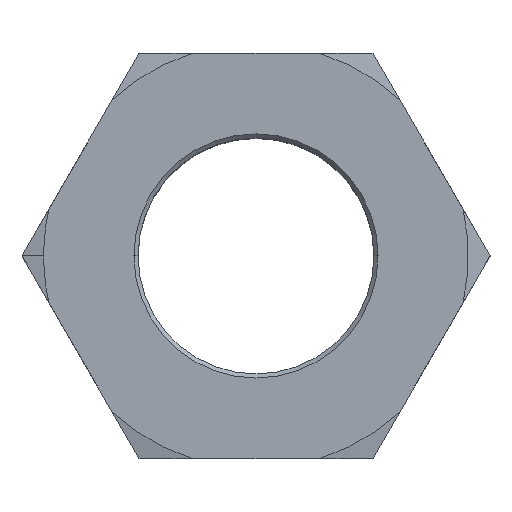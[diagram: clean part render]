
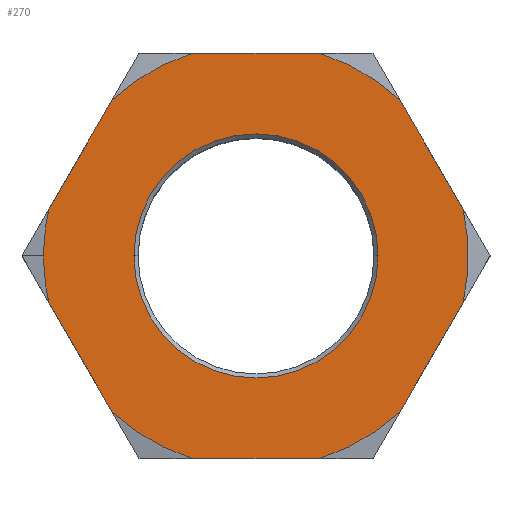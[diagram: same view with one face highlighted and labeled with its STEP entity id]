
A CAD part, top view. The second image highlights one B-rep face of the part: STEP entity #270.
In plain terms, the highlighted planar face has unit normal (0, 0, 1).
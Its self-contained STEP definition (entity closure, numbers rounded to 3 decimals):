
#23 = EDGE_CURVE ( 'NONE', #28, #25, #451, .T. ) ;
#25 = VERTEX_POINT ( 'NONE', #453 ) ;
#28 = VERTEX_POINT ( 'NONE', #468 ) ;
#87 = EDGE_CURVE ( 'NONE', #102, #103, #618, .T. ) ;
#102 = VERTEX_POINT ( 'NONE', #569 ) ;
#103 = VERTEX_POINT ( 'NONE', #568 ) ;
#134 = VERTEX_POINT ( 'NONE', #639 ) ;
#135 = ORIENTED_EDGE ( 'NONE', *, *, #136, .T. ) ;
#136 = EDGE_CURVE ( 'NONE', #134, #201, #643, .T. ) ;
#141 = VERTEX_POINT ( 'NONE', #561 ) ;
#142 = ORIENTED_EDGE ( 'NONE', *, *, #143, .T. ) ;
#143 = EDGE_CURVE ( 'NONE', #141, #134, #544, .T. ) ;
#144 = EDGE_CURVE ( 'NONE', #259, #102, #549, .T. ) ;
#145 = ORIENTED_EDGE ( 'NONE', *, *, #87, .T. ) ;
#146 = ORIENTED_EDGE ( 'NONE', *, *, #147, .T. ) ;
#147 = EDGE_CURVE ( 'NONE', #103, #141, #550, .T. ) ;
#155 = ORIENTED_EDGE ( 'NONE', *, *, #144, .T. ) ;
#176 = ORIENTED_EDGE ( 'NONE', *, *, #177, .F. ) ;
#177 = EDGE_CURVE ( 'NONE', #25, #28, #555, .T. ) ;
#178 = ORIENTED_EDGE ( 'NONE', *, *, #23, .F. ) ;
#179 = ORIENTED_EDGE ( 'NONE', *, *, #180, .T. ) ;
#180 = EDGE_CURVE ( 'NONE', #286, #262, #993, .T. ) ;
#181 = EDGE_LOOP ( 'NONE', ( #176, #178 ) ) ;
#201 = VERTEX_POINT ( 'NONE', #1017 ) ;
#202 = ORIENTED_EDGE ( 'NONE', *, *, #203, .T. ) ;
#203 = EDGE_CURVE ( 'NONE', #201, #204, #1011, .T. ) ;
#204 = VERTEX_POINT ( 'NONE', #1012 ) ;
#258 = EDGE_CURVE ( 'NONE', #263, #259, #822, .T. ) ;
#259 = VERTEX_POINT ( 'NONE', #818 ) ;
#261 = EDGE_CURVE ( 'NONE', #262, #263, #812, .T. ) ;
#262 = VERTEX_POINT ( 'NONE', #807 ) ;
#263 = VERTEX_POINT ( 'NONE', #806 ) ;
#264 = ORIENTED_EDGE ( 'NONE', *, *, #258, .T. ) ;
#270 = ADVANCED_FACE ( 'NONE', ( #801, #800 ), #799, .F. ) ;
#271 = EDGE_LOOP ( 'NONE', ( #272, #264, #155, #145, #146, #142, #135, #202, #338, #309, #312, #284, #179 ) ) ;
#272 = ORIENTED_EDGE ( 'NONE', *, *, #261, .T. ) ;
#283 = VERTEX_POINT ( 'NONE', #762 ) ;
#284 = ORIENTED_EDGE ( 'NONE', *, *, #285, .T. ) ;
#285 = EDGE_CURVE ( 'NONE', #283, #286, #787, .T. ) ;
#286 = VERTEX_POINT ( 'NONE', #782 ) ;
#309 = ORIENTED_EDGE ( 'NONE', *, *, #310, .T. ) ;
#310 = EDGE_CURVE ( 'NONE', #340, #311, #760, .T. ) ;
#311 = VERTEX_POINT ( 'NONE', #755 ) ;
#312 = ORIENTED_EDGE ( 'NONE', *, *, #313, .T. ) ;
#313 = EDGE_CURVE ( 'NONE', #311, #283, #754, .T. ) ;
#338 = ORIENTED_EDGE ( 'NONE', *, *, #339, .T. ) ;
#339 = EDGE_CURVE ( 'NONE', #204, #340, #846, .T. ) ;
#340 = VERTEX_POINT ( 'NONE', #842 ) ;
#431 = DIRECTION ( 'NONE',  ( 0., 0., 1. ) ) ;
#450 = CARTESIAN_POINT ( 'NONE',  ( 0., 0., 13.5 ) ) ;
#451 = CIRCLE ( 'NONE', #455, 10.843 ) ;
#453 = CARTESIAN_POINT ( 'NONE',  ( 10.843, 0., 13.5 ) ) ;
#454 = DIRECTION ( 'NONE',  ( 1., 0., 0. ) ) ;
#455 = AXIS2_PLACEMENT_3D ( 'NONE', #450, #431, #454 ) ;
#468 = CARTESIAN_POINT ( 'NONE',  ( -10.843, 0., 13.5 ) ) ;
#542 = CARTESIAN_POINT ( 'NONE',  ( 0., 0., 13.5 ) ) ;
#543 = AXIS2_PLACEMENT_3D ( 'NONE', #542, #546, #545 ) ;
#544 = CIRCLE ( 'NONE', #543, 18.862 ) ;
#545 = DIRECTION ( 'NONE',  ( 1., 0., 0. ) ) ;
#546 = DIRECTION ( 'NONE',  ( 0., 0., 1. ) ) ;
#547 = CARTESIAN_POINT ( 'NONE',  ( 0., 0., 13.5 ) ) ;
#548 = AXIS2_PLACEMENT_3D ( 'NONE', #547, #589, #588 ) ;
#549 = CIRCLE ( 'NONE', #548, 18.862 ) ;
#550 = LINE ( 'NONE', #592, #591 ) ;
#551 = DIRECTION ( 'NONE',  ( 1., 0., 0. ) ) ;
#552 = DIRECTION ( 'NONE',  ( 0., 0., 1. ) ) ;
#553 = CARTESIAN_POINT ( 'NONE',  ( 0., 0., 13.5 ) ) ;
#554 = AXIS2_PLACEMENT_3D ( 'NONE', #553, #552, #551 ) ;
#555 = CIRCLE ( 'NONE', #554, 10.843 ) ;
#561 = CARTESIAN_POINT ( 'NONE',  ( -12.77, -13.882, 13.5 ) ) ;
#568 = CARTESIAN_POINT ( 'NONE',  ( -18.407, -4.118, 13.5 ) ) ;
#569 = CARTESIAN_POINT ( 'NONE',  ( -18.862, 0., 13.5 ) ) ;
#588 = DIRECTION ( 'NONE',  ( 1., 0., 0. ) ) ;
#589 = DIRECTION ( 'NONE',  ( 0., 0., 1. ) ) ;
#590 = DIRECTION ( 'NONE',  ( 0.5, -0.866, 0. ) ) ;
#591 = VECTOR ( 'NONE', #590, 1000. ) ;
#592 = CARTESIAN_POINT ( 'NONE',  ( -20.785, 0., 13.5 ) ) ;
#614 = DIRECTION ( 'NONE',  ( 1., 0., 0. ) ) ;
#615 = DIRECTION ( 'NONE',  ( 0., 0., 1. ) ) ;
#616 = CARTESIAN_POINT ( 'NONE',  ( 0., 0., 13.5 ) ) ;
#617 = AXIS2_PLACEMENT_3D ( 'NONE', #616, #615, #614 ) ;
#618 = CIRCLE ( 'NONE', #617, 18.862 ) ;
#639 = CARTESIAN_POINT ( 'NONE',  ( -5.637, -18., 13.5 ) ) ;
#640 = DIRECTION ( 'NONE',  ( 1., 0., 0. ) ) ;
#641 = VECTOR ( 'NONE', #640, 1000. ) ;
#642 = CARTESIAN_POINT ( 'NONE',  ( -10.392, -18., 13.5 ) ) ;
#643 = LINE ( 'NONE', #642, #641 ) ;
#724 = DIRECTION ( 'NONE',  ( -1., 0., 0. ) ) ;
#725 = DIRECTION ( 'NONE',  ( 0., 0., -1. ) ) ;
#726 = AXIS2_PLACEMENT_3D ( 'NONE', #798, #725, #724 ) ;
#751 = DIRECTION ( 'NONE',  ( -0.5, 0.866, 0. ) ) ;
#752 = VECTOR ( 'NONE', #751, 1000. ) ;
#753 = CARTESIAN_POINT ( 'NONE',  ( 20.785, 0., 13.5 ) ) ;
#754 = LINE ( 'NONE', #753, #752 ) ;
#755 = CARTESIAN_POINT ( 'NONE',  ( 18.407, 4.118, 13.5 ) ) ;
#756 = DIRECTION ( 'NONE',  ( 1., 0., 0. ) ) ;
#757 = DIRECTION ( 'NONE',  ( 0., 0., 1. ) ) ;
#758 = CARTESIAN_POINT ( 'NONE',  ( 0., 0., 13.5 ) ) ;
#759 = AXIS2_PLACEMENT_3D ( 'NONE', #758, #757, #756 ) ;
#760 = CIRCLE ( 'NONE', #759, 18.862 ) ;
#762 = CARTESIAN_POINT ( 'NONE',  ( 12.77, 13.882, 13.5 ) ) ;
#782 = CARTESIAN_POINT ( 'NONE',  ( 5.637, 18., 13.5 ) ) ;
#783 = DIRECTION ( 'NONE',  ( 1., 0., 0. ) ) ;
#784 = DIRECTION ( 'NONE',  ( 0., 0., 1. ) ) ;
#785 = CARTESIAN_POINT ( 'NONE',  ( 0., 0., 13.5 ) ) ;
#786 = AXIS2_PLACEMENT_3D ( 'NONE', #785, #784, #783 ) ;
#787 = CIRCLE ( 'NONE', #786, 18.862 ) ;
#798 = CARTESIAN_POINT ( 'NONE',  ( 0., 20.785, 13.5 ) ) ;
#799 = PLANE ( 'NONE',  #726 ) ;
#800 = FACE_BOUND ( 'NONE', #181, .T. ) ;
#801 = FACE_OUTER_BOUND ( 'NONE', #271, .T. ) ;
#806 = CARTESIAN_POINT ( 'NONE',  ( -12.77, 13.882, 13.5 ) ) ;
#807 = CARTESIAN_POINT ( 'NONE',  ( -5.637, 18., 13.5 ) ) ;
#808 = DIRECTION ( 'NONE',  ( 1., 0., 0. ) ) ;
#809 = DIRECTION ( 'NONE',  ( 0., 0., 1. ) ) ;
#810 = CARTESIAN_POINT ( 'NONE',  ( 0., 0., 13.5 ) ) ;
#811 = AXIS2_PLACEMENT_3D ( 'NONE', #810, #809, #808 ) ;
#812 = CIRCLE ( 'NONE', #811, 18.862 ) ;
#818 = CARTESIAN_POINT ( 'NONE',  ( -18.407, 4.118, 13.5 ) ) ;
#819 = DIRECTION ( 'NONE',  ( -0.5, -0.866, 0. ) ) ;
#820 = VECTOR ( 'NONE', #819, 1000. ) ;
#821 = CARTESIAN_POINT ( 'NONE',  ( -10.392, 18., 13.5 ) ) ;
#822 = LINE ( 'NONE', #821, #820 ) ;
#842 = CARTESIAN_POINT ( 'NONE',  ( 18.407, -4.118, 13.5 ) ) ;
#843 = DIRECTION ( 'NONE',  ( 0.5, 0.866, 0. ) ) ;
#844 = VECTOR ( 'NONE', #843, 1000. ) ;
#845 = CARTESIAN_POINT ( 'NONE',  ( 10.392, -18., 13.5 ) ) ;
#846 = LINE ( 'NONE', #845, #844 ) ;
#990 = DIRECTION ( 'NONE',  ( -1., 0., 0. ) ) ;
#991 = VECTOR ( 'NONE', #990, 1000. ) ;
#992 = CARTESIAN_POINT ( 'NONE',  ( 10.392, 18., 13.5 ) ) ;
#993 = LINE ( 'NONE', #992, #991 ) ;
#1007 = DIRECTION ( 'NONE',  ( 1., 0., 0. ) ) ;
#1008 = DIRECTION ( 'NONE',  ( 0., 0., 1. ) ) ;
#1009 = CARTESIAN_POINT ( 'NONE',  ( 0., 0., 13.5 ) ) ;
#1010 = AXIS2_PLACEMENT_3D ( 'NONE', #1009, #1008, #1007 ) ;
#1011 = CIRCLE ( 'NONE', #1010, 18.862 ) ;
#1012 = CARTESIAN_POINT ( 'NONE',  ( 12.77, -13.882, 13.5 ) ) ;
#1017 = CARTESIAN_POINT ( 'NONE',  ( 5.637, -18., 13.5 ) ) ;
